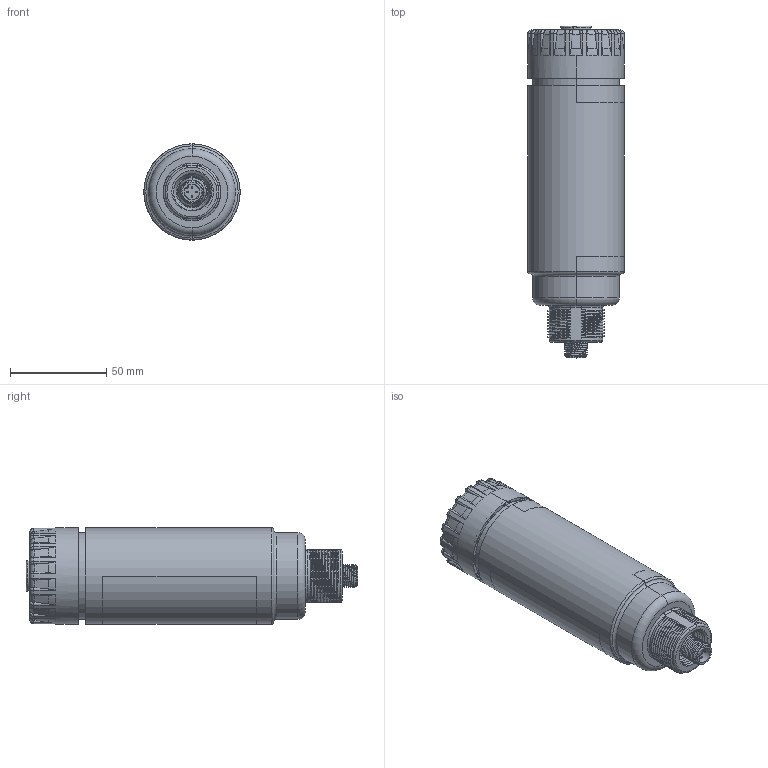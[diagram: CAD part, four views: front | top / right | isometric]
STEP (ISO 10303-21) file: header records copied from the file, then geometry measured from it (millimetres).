
FILE_DESCRIPTION((''),'2;1');
FILE_NAME('146179_SM01_ASM','2025-08-19T16:14:06',('banengservice'),('BANNER ENGINEERING'),'CREO PARAMETRIC BY PTC INC, 2022414','CREO PARAMETRIC BY PTC INC, 2022414','');
FILE_SCHEMA(('CONFIG_CONTROL_DESIGN'));
Length unit declared in the file: millimetre
Products named in the file (2): 146179_EP01; 146179_SM01_ASM
Assembly tree (1 placements, depth 2):
  146179_SM01_ASM
    146179_EP01
Bounding box: 50 x 172.55 x 50 mm (x, y, z)
Volume: 279013.7 mm3; surface area: 40677.6 mm2
Topology: 1 solids, 1 shells, 832 faces, 2109 edges, 1315 vertices
Faces by surface type: cylinder 349, torus 162, bspline 151, plane 139, cone 31
Entity records: 42014 total; most frequent: CARTESIAN_POINT 22809, ORIENTED_EDGE 4218, DIRECTION 3806, EDGE_CURVE 2109, AXIS2_PLACEMENT_3D 1559, VERTEX_POINT 1315, CIRCLE 875, EDGE_LOOP 870
